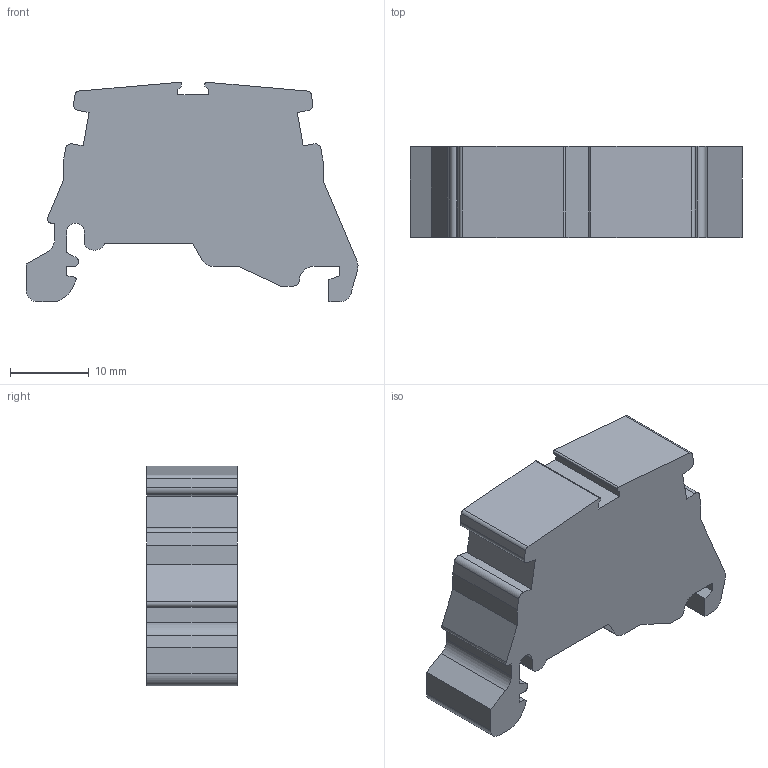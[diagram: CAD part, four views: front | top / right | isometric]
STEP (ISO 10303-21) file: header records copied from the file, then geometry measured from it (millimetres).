
FILE_DESCRIPTION(/* description */ ('Unknown'),/* implementation_level */ '2;1');
FILE_NAME(/* name */ '6DMCT2.5P4H',/* time_stamp */ '2016-10-14T10:44:52+05:00',/* author */ ('Unknown'),/* organization */ ('Unknown'),/* preprocessor_version */ 'ST-DEVELOPER v16',/* originating_system */ 'DEX',/* authorisation */ $);
FILE_SCHEMA (('AUTOMOTIVE_DESIGN {1 0 10303 214 3 1 1}'));
Length unit declared in the file: millimetre
Products named in the file (1): 6DMCT2.5P4H
Bounding box: 42.2 x 11.55 x 27.9 mm (x, y, z)
Volume: 8720.4 mm3; surface area: 3412.9 mm2
Topology: 1 solids, 1 shells, 71 faces, 207 edges, 138 vertices
Faces by surface type: plane 47, cylinder 24
Entity records: 2379 total; most frequent: CARTESIAN_POINT 417, ORIENTED_EDGE 414, DIRECTION 399, EDGE_CURVE 207, LINE 159, VECTOR 159, VERTEX_POINT 138, AXIS2_PLACEMENT_3D 120
